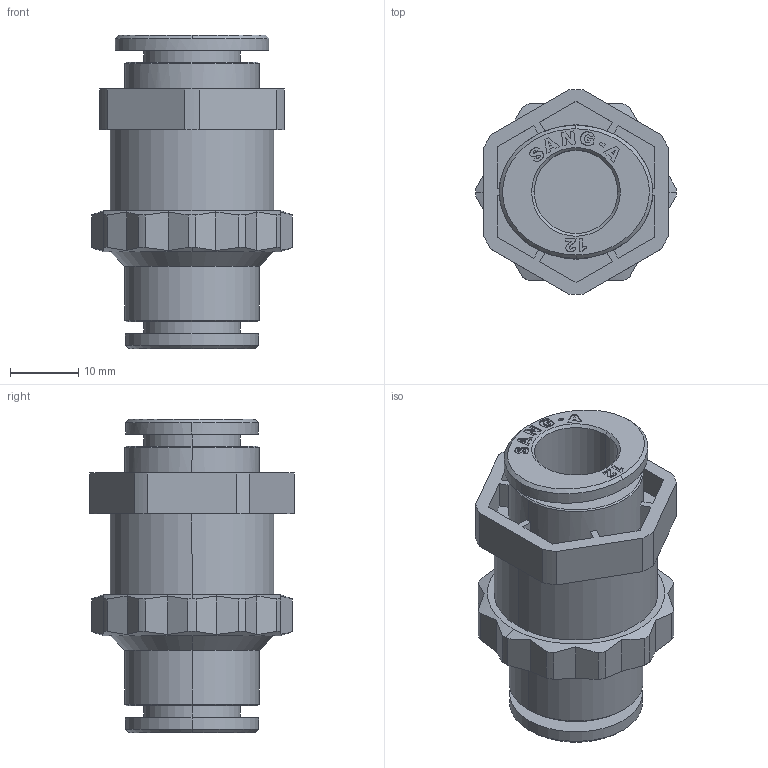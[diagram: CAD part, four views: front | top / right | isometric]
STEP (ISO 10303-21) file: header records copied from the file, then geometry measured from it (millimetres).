
FILE_DESCRIPTION (( 'STEP AP214' ), '1' );
FILE_NAME ('PPM12.stp', '2015-10-09T11:55:22', ( '' ), ( '' ), 'SwSTEP 2.0', 'SolidWorks 2015', '' );
FILE_SCHEMA (( 'AUTOMOTIVE_DESIGN' ));
Length unit declared in the file: millimetre
Products named in the file (2): ｦ+ﾃｦ1; PPM12
Assembly tree (1 placements, depth 2):
  PPM12
    ｦ+ﾃｦ1
Bounding box: 29.4 x 29.99 x 46 mm (x, y, z)
Volume: 13440.5 mm3; surface area: 7711.6 mm2
Topology: 1 solids, 1 shells, 807 faces, 2308 edges, 1533 vertices
Faces by surface type: plane 736, cylinder 37, cone 20, bspline 14
Entity records: 27872 total; most frequent: CARTESIAN_POINT 5691, ORIENTED_EDGE 4616, DIRECTION 3929, EDGE_CURVE 2308, VECTOR 2117, LINE 2117, VERTEX_POINT 1533, AXIS2_PLACEMENT_3D 906
